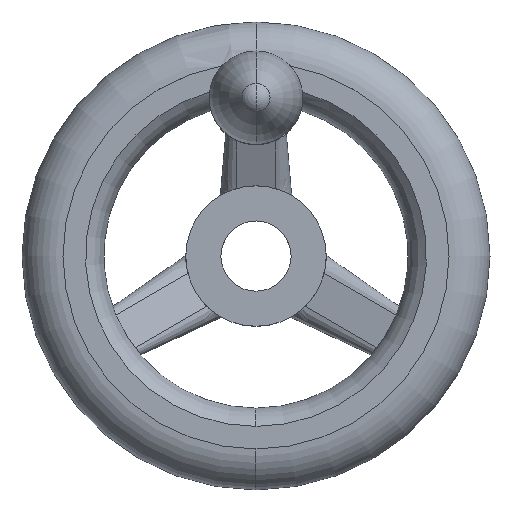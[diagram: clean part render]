
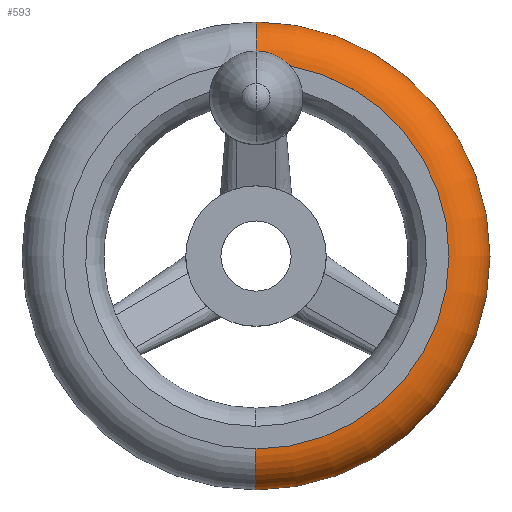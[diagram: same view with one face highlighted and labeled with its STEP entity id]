
A CAD part, top view. The second image highlights one B-rep face of the part: STEP entity #593.
In plain terms, the highlighted toroidal (fillet/blend) face has major radius 33 mm and minor radius 7 mm.
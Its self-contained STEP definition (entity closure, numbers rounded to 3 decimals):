
#283=EDGE_CURVE('',#675,#587,#762,.T.);
#303=EDGE_CURVE('',#335,#675,#784,.T.);
#335=VERTEX_POINT('',#816);
#415=EDGE_CURVE('',#709,#427,#906,.T.);
#427=VERTEX_POINT('',#920);
#501=EDGE_CURVE('',#427,#335,#1003,.T.);
#587=VERTEX_POINT('',#1097);
#593=ADVANCED_FACE('',(#1103),#1104,.T.);
#639=EDGE_CURVE('',#587,#709,#1158,.T.);
#675=VERTEX_POINT('',#1200);
#709=VERTEX_POINT('',#1240);
#762=CIRCLE('',#1291,33.0);
#784=CIRCLE('',#1321,33.0);
#816=CARTESIAN_POINT('',(0.,33.0,29.0));
#906=CIRCLE('',#1660,40.0);
#920=CARTESIAN_POINT('',(0.,40.0,22.0));
#1003=CIRCLE('',#1863,7.0);
#1097=CARTESIAN_POINT('',(0.,-33.0,29.0));
#1103=FACE_OUTER_BOUND('',#2054,.T.);
#1104=TOROIDAL_SURFACE('',#2055,33.0,7.0);
#1158=CIRCLE('',#2145,7.0);
#1200=CARTESIAN_POINT('',(5.827,32.481,29.));
#1240=CARTESIAN_POINT('',(0.,-40.0,22.0));
#1291=AXIS2_PLACEMENT_3D('',#2362,#2363,#2364);
#1321=AXIS2_PLACEMENT_3D('',#2397,#2398,#2399);
#1660=AXIS2_PLACEMENT_3D('',#2528,#2529,#2530);
#1863=AXIS2_PLACEMENT_3D('',#2642,#2643,#2644);
#2054=EDGE_LOOP('',(#2747,#2748,#2749,#2750,#2751));
#2055=AXIS2_PLACEMENT_3D('',#2752,#2753,#2754);
#2145=AXIS2_PLACEMENT_3D('',#2828,#2829,#2830);
#2362=CARTESIAN_POINT('',(0.,0.,29.0));
#2363=DIRECTION('',(0.,0.,-1.0));
#2364=DIRECTION('',(0.,1.0,0.));
#2397=CARTESIAN_POINT('',(0.,0.,29.0));
#2398=DIRECTION('',(0.,0.,-1.0));
#2399=DIRECTION('',(0.,1.0,0.));
#2528=CARTESIAN_POINT('',(0.,0.,22.0));
#2529=DIRECTION('',(0.,0.,1.0));
#2530=DIRECTION('',(1.0,0.0,0.));
#2642=CARTESIAN_POINT('',(0.,33.0,22.0));
#2643=DIRECTION('',(1.0,0.,0.));
#2644=DIRECTION('',(0.,1.0,0.));
#2747=ORIENTED_EDGE('',*,*,#415,.T.);
#2748=ORIENTED_EDGE('',*,*,#501,.T.);
#2749=ORIENTED_EDGE('',*,*,#303,.T.);
#2750=ORIENTED_EDGE('',*,*,#283,.T.);
#2751=ORIENTED_EDGE('',*,*,#639,.T.);
#2752=CARTESIAN_POINT('',(0.,0.,22.0));
#2753=DIRECTION('',(0.,0.,1.0));
#2754=DIRECTION('',(0.,1.0,0.0));
#2828=CARTESIAN_POINT('',(0.,-33.0,22.0));
#2829=DIRECTION('',(1.0,0.,0.));
#2830=DIRECTION('',(0.,-1.0,0.));
